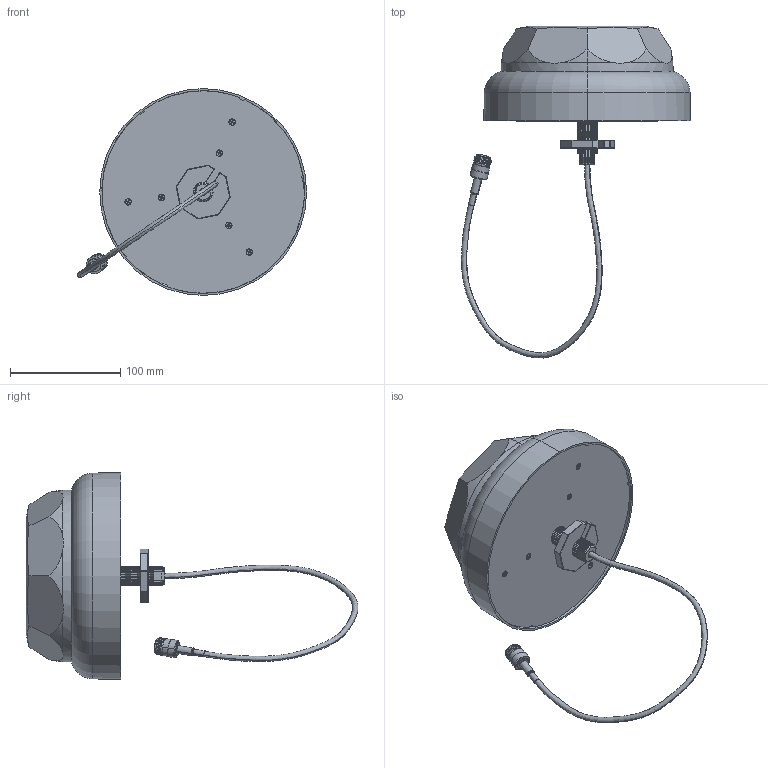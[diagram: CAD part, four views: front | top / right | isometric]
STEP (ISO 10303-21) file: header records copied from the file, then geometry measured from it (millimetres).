
FILE_DESCRIPTION (( 'STEP AP214' ), '1' );
FILE_NAME ('HG72705CUPR-NF.STEP', '2015-08-25T15:35:24', ( 'L-Com' ), ( 'L-Com Global Connectivity' ), 'SwSTEP 2.0', 'SolidWorks 2014', '' );
FILE_SCHEMA (( 'AUTOMOTIVE_DESIGN' ));
Length unit declared in the file: inch
Products named in the file (8): HG72705CUPR-NF; CA-195R-MA1; ANF-1700; ANF-1700-MA3; ANF-1700-MA1; 195_12inch cable_WT; HG72704CUPR_PlasticNut; HG72705CUPR_Antenna
Assembly tree (7 placements, depth 3):
  HG72705CUPR-NF
    HG72705CUPR_Antenna
    HG72704CUPR_PlasticNut
    195_12inch cable_WT
    ANF-1700
      ANF-1700-MA1
      ANF-1700-MA3
    CA-195R-MA1
Bounding box: 207.6 x 300.62 x 187.32 mm (x, y, z)
Volume: 177665.5 mm3; surface area: 198693 mm2
Topology: 7 solids, 8 shells, 787 faces, 1950 edges, 1170 vertices
Faces by surface type: cone 358, plane 272, cylinder 98, torus 39, sphere 14, bspline 6
Entity records: 30573 total; most frequent: CARTESIAN_POINT 6174, DIRECTION 3956, ORIENTED_EDGE 3872, EDGE_CURVE 1936, AXIS2_PLACEMENT_3D 1528, VERTEX_POINT 1170, VECTOR 900, LINE 900
